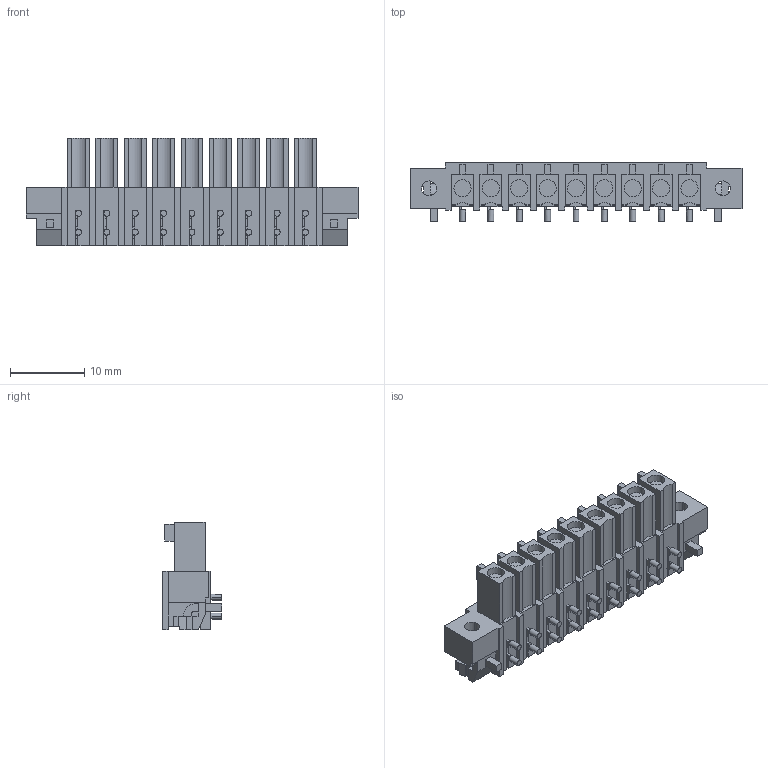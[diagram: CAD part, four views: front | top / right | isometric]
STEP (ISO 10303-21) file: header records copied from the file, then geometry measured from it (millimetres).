
FILE_DESCRIPTION(('CATIA V5 STEP Exchange'),'2;1');
FILE_NAME ('D1447086_0_1028810000_1028810000.stp','2016-12-08T12:11:50+00:00',('none'),('Weidmueller'),'CATIA Version 5-6 Release 2014','CATIA V5 STEP AP203','none');
FILE_SCHEMA(('CONFIG_CONTROL_DESIGN'));
Length unit declared in the file: millimetre
Products named in the file (1): 1028810000_S
Bounding box: 44.59 x 7.95 x 14.5 mm (x, y, z)
Volume: 2462.5 mm3; surface area: 2903.9 mm2
Topology: 12 solids, 12 shells, 639 faces, 1664 edges, 1092 vertices
Faces by surface type: plane 550, cylinder 89
Entity records: 17503 total; most frequent: ORIENTED_EDGE 3328, CARTESIAN_POINT 3251, DIRECTION 2208, EDGE_CURVE 1664, VECTOR 1395, LINE 1395, VERTEX_POINT 1092, EDGE_LOOP 690
